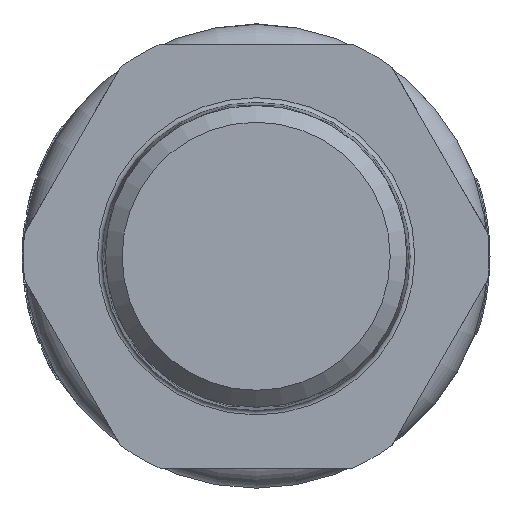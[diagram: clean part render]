
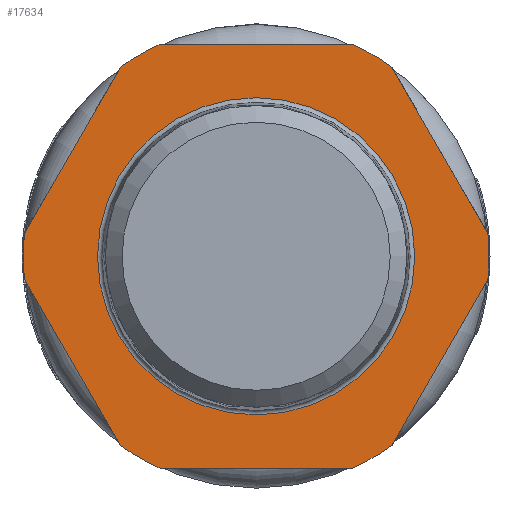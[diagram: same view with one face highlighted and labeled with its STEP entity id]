
A CAD part, left-side view. The second image highlights one B-rep face of the part: STEP entity #17634.
In plain terms, the highlighted planar face has unit normal (-1, 0, 0).
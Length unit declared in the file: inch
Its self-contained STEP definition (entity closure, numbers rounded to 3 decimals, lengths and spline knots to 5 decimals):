
#2091=LINE('',#36073,#2886);
#2092=LINE('',#36077,#2887);
#2093=LINE('',#36081,#2888);
#2094=LINE('',#36085,#2889);
#2095=LINE('',#36089,#2890);
#2096=LINE('',#36093,#2891);
#2886=VECTOR('',#22888,0.3937);
#2887=VECTOR('',#22891,0.3937);
#2888=VECTOR('',#22894,0.3937);
#2889=VECTOR('',#22897,0.3937);
#2890=VECTOR('',#22900,0.3937);
#2891=VECTOR('',#22903,0.3937);
#3039=FACE_BOUND('',#5245,.T.);
#3408=PLANE('',#19139);
#4295=FACE_OUTER_BOUND('',#5244,.T.);
#5244=EDGE_LOOP('',(#15480,#15481,#15482,#15483,#15484,#15485,#15486,#15487,
#15488,#15489,#15490,#15491));
#5245=EDGE_LOOP('',(#15492,#15493));
#6011=CIRCLE('',#19133,0.67717);
#6012=CIRCLE('',#19134,0.67717);
#6016=CIRCLE('',#19140,0.99409);
#6017=CIRCLE('',#19141,0.99409);
#6018=CIRCLE('',#19142,0.99409);
#6019=CIRCLE('',#19143,0.99409);
#6020=CIRCLE('',#19144,0.99409);
#6021=CIRCLE('',#19145,0.99409);
#7750=VERTEX_POINT('',#36058);
#7751=VERTEX_POINT('',#36060);
#7754=VERTEX_POINT('',#36071);
#7755=VERTEX_POINT('',#36072);
#7756=VERTEX_POINT('',#36074);
#7757=VERTEX_POINT('',#36076);
#7758=VERTEX_POINT('',#36078);
#7759=VERTEX_POINT('',#36080);
#7760=VERTEX_POINT('',#36082);
#7761=VERTEX_POINT('',#36084);
#7762=VERTEX_POINT('',#36086);
#7763=VERTEX_POINT('',#36088);
#7764=VERTEX_POINT('',#36090);
#7765=VERTEX_POINT('',#36092);
#10337=EDGE_CURVE('',#7750,#7751,#6011,.T.);
#10338=EDGE_CURVE('',#7751,#7750,#6012,.T.);
#10343=EDGE_CURVE('',#7754,#7755,#2091,.T.);
#10344=EDGE_CURVE('',#7756,#7755,#6016,.T.);
#10345=EDGE_CURVE('',#7756,#7757,#2092,.T.);
#10346=EDGE_CURVE('',#7758,#7757,#6017,.T.);
#10347=EDGE_CURVE('',#7758,#7759,#2093,.T.);
#10348=EDGE_CURVE('',#7760,#7759,#6018,.T.);
#10349=EDGE_CURVE('',#7760,#7761,#2094,.T.);
#10350=EDGE_CURVE('',#7762,#7761,#6019,.T.);
#10351=EDGE_CURVE('',#7762,#7763,#2095,.T.);
#10352=EDGE_CURVE('',#7764,#7763,#6020,.T.);
#10353=EDGE_CURVE('',#7764,#7765,#2096,.T.);
#10354=EDGE_CURVE('',#7754,#7765,#6021,.T.);
#15480=ORIENTED_EDGE('',*,*,#10343,.T.);
#15481=ORIENTED_EDGE('',*,*,#10344,.F.);
#15482=ORIENTED_EDGE('',*,*,#10345,.T.);
#15483=ORIENTED_EDGE('',*,*,#10346,.F.);
#15484=ORIENTED_EDGE('',*,*,#10347,.T.);
#15485=ORIENTED_EDGE('',*,*,#10348,.F.);
#15486=ORIENTED_EDGE('',*,*,#10349,.T.);
#15487=ORIENTED_EDGE('',*,*,#10350,.F.);
#15488=ORIENTED_EDGE('',*,*,#10351,.T.);
#15489=ORIENTED_EDGE('',*,*,#10352,.F.);
#15490=ORIENTED_EDGE('',*,*,#10353,.T.);
#15491=ORIENTED_EDGE('',*,*,#10354,.F.);
#15492=ORIENTED_EDGE('',*,*,#10338,.F.);
#15493=ORIENTED_EDGE('',*,*,#10337,.F.);
#17634=ADVANCED_FACE('',(#4295,#3039),#3408,.T.);
#19133=AXIS2_PLACEMENT_3D('',#36061,#22873,#22874);
#19134=AXIS2_PLACEMENT_3D('',#36062,#22875,#22876);
#19139=AXIS2_PLACEMENT_3D('',#36070,#22886,#22887);
#19140=AXIS2_PLACEMENT_3D('',#36075,#22889,#22890);
#19141=AXIS2_PLACEMENT_3D('',#36079,#22892,#22893);
#19142=AXIS2_PLACEMENT_3D('',#36083,#22895,#22896);
#19143=AXIS2_PLACEMENT_3D('',#36087,#22898,#22899);
#19144=AXIS2_PLACEMENT_3D('',#36091,#22901,#22902);
#19145=AXIS2_PLACEMENT_3D('',#36094,#22904,#22905);
#22873=DIRECTION('center_axis',(-1.,0.,0.));
#22874=DIRECTION('ref_axis',(0.,1.,0.));
#22875=DIRECTION('center_axis',(-1.,0.,0.));
#22876=DIRECTION('ref_axis',(0.,1.,0.));
#22886=DIRECTION('center_axis',(-1.,0.,0.));
#22887=DIRECTION('ref_axis',(0.,1.,0.));
#22888=DIRECTION('',(0.,0.5,0.866));
#22889=DIRECTION('center_axis',(1.,0.,0.));
#22890=DIRECTION('ref_axis',(0.,-1.,0.));
#22891=DIRECTION('',(0.,1.,0.));
#22892=DIRECTION('center_axis',(1.,0.,0.));
#22893=DIRECTION('ref_axis',(0.,-1.,0.));
#22894=DIRECTION('',(0.,0.5,-0.866));
#22895=DIRECTION('center_axis',(1.,0.,0.));
#22896=DIRECTION('ref_axis',(0.,-1.,0.));
#22897=DIRECTION('',(0.,-0.5,-0.866));
#22898=DIRECTION('center_axis',(1.,0.,0.));
#22899=DIRECTION('ref_axis',(0.,-1.,0.));
#22900=DIRECTION('',(0.,-1.,0.));
#22901=DIRECTION('center_axis',(1.,0.,0.));
#22902=DIRECTION('ref_axis',(0.,-1.,0.));
#22903=DIRECTION('',(0.,-0.5,0.866));
#22904=DIRECTION('center_axis',(1.,0.,0.));
#22905=DIRECTION('ref_axis',(0.,-1.,0.));
#36058=CARTESIAN_POINT('',(-2.24902,0.67717,0.));
#36060=CARTESIAN_POINT('',(-2.24902,-0.67717,0.));
#36061=CARTESIAN_POINT('Origin',(-2.24902,0.,
0.));
#36062=CARTESIAN_POINT('Origin',(-2.24902,0.,
0.));
#36070=CARTESIAN_POINT('Origin',(-2.24902,0.,
-0.99409));
#36071=CARTESIAN_POINT('',(-2.24902,-0.9893,0.0975));
#36072=CARTESIAN_POINT('',(-2.24902,-0.57909,0.80801));
#36073=CARTESIAN_POINT('',(-2.24902,-1.10198,-0.09766));
#36074=CARTESIAN_POINT('',(-2.24902,-0.41021,0.90551));
#36075=CARTESIAN_POINT('Origin',(-2.24902,0.,
0.));
#36076=CARTESIAN_POINT('',(-2.24902,0.41021,0.90551));
#36077=CARTESIAN_POINT('',(-2.24902,-0.2051,0.90551));
#36078=CARTESIAN_POINT('',(-2.24902,0.57909,0.80801));
#36079=CARTESIAN_POINT('Origin',(-2.24902,0.,
0.));
#36080=CARTESIAN_POINT('',(-2.24902,0.9893,0.0975));
#36081=CARTESIAN_POINT('',(-2.24902,0.89687,0.2576));
#36082=CARTESIAN_POINT('',(-2.24902,0.9893,-0.0975));
#36083=CARTESIAN_POINT('Origin',(-2.24902,0.,
0.));
#36084=CARTESIAN_POINT('',(-2.24902,0.57909,-0.80801));
#36085=CARTESIAN_POINT('',(-2.24902,0.67152,-0.64792));
#36086=CARTESIAN_POINT('',(-2.24902,0.41021,-0.90551));
#36087=CARTESIAN_POINT('Origin',(-2.24902,0.,
0.));
#36088=CARTESIAN_POINT('',(-2.24902,-0.41021,-0.90551));
#36089=CARTESIAN_POINT('',(-2.24902,0.2051,-0.90551));
#36090=CARTESIAN_POINT('',(-2.24902,-0.57909,-0.80801));
#36091=CARTESIAN_POINT('Origin',(-2.24902,0.,
0.));
#36092=CARTESIAN_POINT('',(-2.24902,-0.9893,-0.0975));
#36093=CARTESIAN_POINT('',(-2.24902,-0.46642,-1.00317));
#36094=CARTESIAN_POINT('Origin',(-2.24902,0.,
0.));
